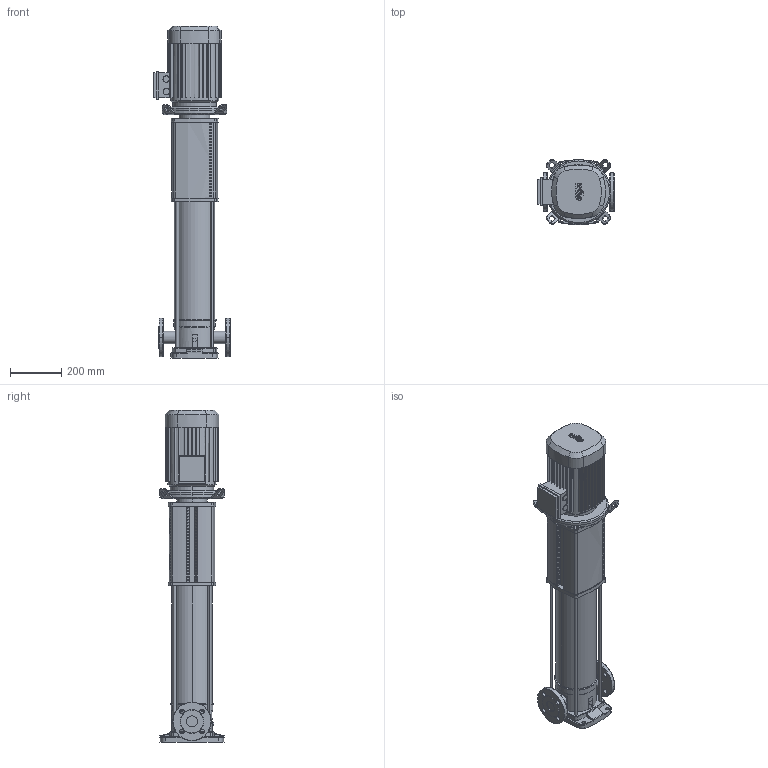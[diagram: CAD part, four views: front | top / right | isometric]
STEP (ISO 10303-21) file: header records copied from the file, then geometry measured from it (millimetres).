
FILE_DESCRIPTION((''),'2;1');
FILE_NAME('3d_HELIXV1015-1_25_E_K-4150563.stp','2016-08-24T08:47:26',(''),(''),'Mechanical Desktop 2009','Mechanical Desktop 2009',', , ');
FILE_SCHEMA(('CONFIG_CONTROL_DESIGN'));
Length unit declared in the file: millimetre
Products named in the file (1): Product
Bounding box: 300 x 252 x 1291.2 mm (x, y, z)
Volume: 29118176.3 mm3; surface area: 1917314.1 mm2
Topology: 18 solids, 18 shells, 1260 faces, 3510 edges, 2304 vertices
Faces by surface type: plane 643, bspline 353, cylinder 202, cone 36, torus 22, sphere 4
Entity records: 42138 total; most frequent: CARTESIAN_POINT 9426, ORIENTED_EDGE 7020, DIRECTION 6188, EDGE_CURVE 3510, VECTOR 2504, LINE 2504, VERTEX_POINT 2304, AXIS2_PLACEMENT_3D 1842
